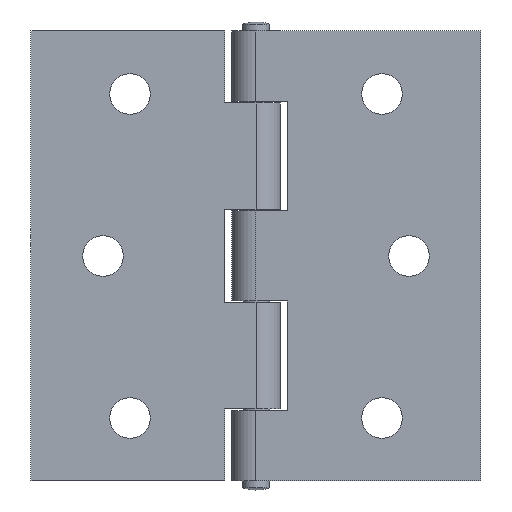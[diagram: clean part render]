
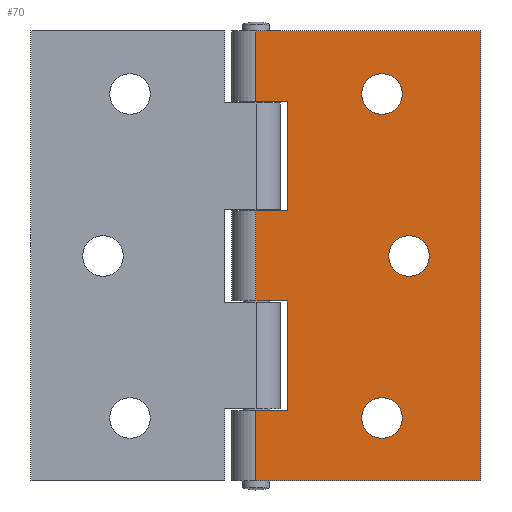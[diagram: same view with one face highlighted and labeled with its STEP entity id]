
A CAD part, front view. The second image highlights one B-rep face of the part: STEP entity #70.
In plain terms, the highlighted planar face has unit normal (0, -1, 0).
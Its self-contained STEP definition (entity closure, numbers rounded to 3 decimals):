
#70 = ADVANCED_FACE( '', ( #176, #177, #178, #179 ), #180, .F. );
#176 = FACE_BOUND( '', #335, .T. );
#177 = FACE_BOUND( '', #336, .T. );
#178 = FACE_BOUND( '', #337, .T. );
#179 = FACE_OUTER_BOUND( '', #338, .T. );
#180 = PLANE( '', #339 );
#335 = EDGE_LOOP( '', ( #506 ) );
#336 = EDGE_LOOP( '', ( #507 ) );
#337 = EDGE_LOOP( '', ( #508 ) );
#338 = EDGE_LOOP( '', ( #509, #510, #511, #512, #513, #514, #515, #516, #517, #518, #519, #520 ) );
#339 = AXIS2_PLACEMENT_3D( '', #521, #522, #523 );
#506 = ORIENTED_EDGE( '', *, *, #902, .F. );
#507 = ORIENTED_EDGE( '', *, *, #903, .F. );
#508 = ORIENTED_EDGE( '', *, *, #904, .F. );
#509 = ORIENTED_EDGE( '', *, *, #905, .T. );
#510 = ORIENTED_EDGE( '', *, *, #906, .T. );
#511 = ORIENTED_EDGE( '', *, *, #907, .F. );
#512 = ORIENTED_EDGE( '', *, *, #884, .F. );
#513 = ORIENTED_EDGE( '', *, *, #908, .T. );
#514 = ORIENTED_EDGE( '', *, *, #909, .F. );
#515 = ORIENTED_EDGE( '', *, *, #910, .F. );
#516 = ORIENTED_EDGE( '', *, *, #911, .T. );
#517 = ORIENTED_EDGE( '', *, *, #912, .T. );
#518 = ORIENTED_EDGE( '', *, *, #913, .F. );
#519 = ORIENTED_EDGE( '', *, *, #914, .F. );
#520 = ORIENTED_EDGE( '', *, *, #915, .T. );
#521 = CARTESIAN_POINT( '', ( 0., -2.7, -17.2 ) );
#522 = DIRECTION( '', ( 0., 1., 0. ) );
#523 = DIRECTION( '', ( 0., 0., 1. ) );
#884 = EDGE_CURVE( '', #1046, #1042, #1048, .T. );
#902 = EDGE_CURVE( '', #1081, #1081, #1082, .T. );
#903 = EDGE_CURVE( '', #1083, #1083, #1084, .T. );
#904 = EDGE_CURVE( '', #1085, #1085, #1086, .T. );
#905 = EDGE_CURVE( '', #1087, #1088, #1089, .T. );
#906 = EDGE_CURVE( '', #1088, #1090, #1091, .T. );
#907 = EDGE_CURVE( '', #1042, #1090, #1092, .T. );
#908 = EDGE_CURVE( '', #1046, #1093, #1094, .T. );
#909 = EDGE_CURVE( '', #1095, #1093, #1096, .T. );
#910 = EDGE_CURVE( '', #1097, #1095, #1098, .T. );
#911 = EDGE_CURVE( '', #1097, #1099, #1100, .T. );
#912 = EDGE_CURVE( '', #1099, #1101, #1102, .T. );
#913 = EDGE_CURVE( '', #1103, #1101, #1104, .T. );
#914 = EDGE_CURVE( '', #1105, #1103, #1106, .T. );
#915 = EDGE_CURVE( '', #1105, #1087, #1107, .T. );
#1042 = VERTEX_POINT( '', #1282 );
#1046 = VERTEX_POINT( '', #1287 );
#1048 = LINE( '', #1289, #1290 );
#1081 = VERTEX_POINT( '', #1335 );
#1082 = CIRCLE( '', #1336, 2.25 );
#1083 = VERTEX_POINT( '', #1337 );
#1084 = CIRCLE( '', #1338, 2.25 );
#1085 = VERTEX_POINT( '', #1339 );
#1086 = CIRCLE( '', #1340, 2.25 );
#1087 = VERTEX_POINT( '', #1341 );
#1088 = VERTEX_POINT( '', #1342 );
#1089 = LINE( '', #1343, #1344 );
#1090 = VERTEX_POINT( '', #1345 );
#1091 = LINE( '', #1346, #1347 );
#1092 = LINE( '', #1348, #1349 );
#1093 = VERTEX_POINT( '', #1350 );
#1094 = LINE( '', #1351, #1352 );
#1095 = VERTEX_POINT( '', #1353 );
#1096 = LINE( '', #1354, #1355 );
#1097 = VERTEX_POINT( '', #1356 );
#1098 = LINE( '', #1357, #1358 );
#1099 = VERTEX_POINT( '', #1359 );
#1100 = LINE( '', #1360, #1361 );
#1101 = VERTEX_POINT( '', #1362 );
#1102 = LINE( '', #1363, #1364 );
#1103 = VERTEX_POINT( '', #1365 );
#1104 = LINE( '', #1366, #1367 );
#1105 = VERTEX_POINT( '', #1368 );
#1106 = LINE( '', #1369, #1370 );
#1107 = LINE( '', #1371, #1372 );
#1282 = CARTESIAN_POINT( '', ( 0., -2.7, 25. ) );
#1287 = CARTESIAN_POINT( '', ( 0., -2.7, 17.2 ) );
#1289 = CARTESIAN_POINT( '', ( 0., -2.7, 17.2 ) );
#1290 = VECTOR( '', #1609, 1000. );
#1335 = CARTESIAN_POINT( '', ( 17., -2.7, -2.25 ) );
#1336 = AXIS2_PLACEMENT_3D( '', #1631, #1632, #1633 );
#1337 = CARTESIAN_POINT( '', ( 14., -2.7, 15.75 ) );
#1338 = AXIS2_PLACEMENT_3D( '', #1634, #1635, #1636 );
#1339 = CARTESIAN_POINT( '', ( 14., -2.7, -20.25 ) );
#1340 = AXIS2_PLACEMENT_3D( '', #1637, #1638, #1639 );
#1341 = CARTESIAN_POINT( '', ( 0., -2.7, -25. ) );
#1342 = CARTESIAN_POINT( '', ( 25., -2.7, -25. ) );
#1343 = CARTESIAN_POINT( '', ( 0., -2.7, -25. ) );
#1344 = VECTOR( '', #1640, 1000. );
#1345 = CARTESIAN_POINT( '', ( 25., -2.7, 25. ) );
#1346 = CARTESIAN_POINT( '', ( 25., -2.7, 17.2 ) );
#1347 = VECTOR( '', #1641, 1000. );
#1348 = CARTESIAN_POINT( '', ( 0., -2.7, 25. ) );
#1349 = VECTOR( '', #1642, 1000. );
#1350 = CARTESIAN_POINT( '', ( 3.5, -2.7, 17.2 ) );
#1351 = CARTESIAN_POINT( '', ( 0., -2.7, 17.2 ) );
#1352 = VECTOR( '', #1643, 1000. );
#1353 = CARTESIAN_POINT( '', ( 3.5, -2.7, 5. ) );
#1354 = CARTESIAN_POINT( '', ( 3.5, -2.7, -25. ) );
#1355 = VECTOR( '', #1644, 1000. );
#1356 = CARTESIAN_POINT( '', ( 0., -2.7, 5. ) );
#1357 = CARTESIAN_POINT( '', ( 0., -2.7, 5. ) );
#1358 = VECTOR( '', #1645, 1000. );
#1359 = CARTESIAN_POINT( '', ( 0., -2.7, -5. ) );
#1360 = CARTESIAN_POINT( '', ( 0., -2.7, 5. ) );
#1361 = VECTOR( '', #1646, 1000. );
#1362 = CARTESIAN_POINT( '', ( 3.5, -2.7, -5. ) );
#1363 = CARTESIAN_POINT( '', ( 0., -2.7, -5. ) );
#1364 = VECTOR( '', #1647, 1000. );
#1365 = CARTESIAN_POINT( '', ( 3.5, -2.7, -17.2 ) );
#1366 = CARTESIAN_POINT( '', ( 3.5, -2.7, -25. ) );
#1367 = VECTOR( '', #1648, 1000. );
#1368 = CARTESIAN_POINT( '', ( 0., -2.7, -17.2 ) );
#1369 = CARTESIAN_POINT( '', ( 0., -2.7, -17.2 ) );
#1370 = VECTOR( '', #1649, 1000. );
#1371 = CARTESIAN_POINT( '', ( 0., -2.7, -17.2 ) );
#1372 = VECTOR( '', #1650, 1000. );
#1609 = DIRECTION( '', ( 0., 0., 1. ) );
#1631 = CARTESIAN_POINT( '', ( 17., -2.7, 0. ) );
#1632 = DIRECTION( '', ( 0., -1., 0. ) );
#1633 = DIRECTION( '', ( 0., 0., -1. ) );
#1634 = CARTESIAN_POINT( '', ( 14., -2.7, 18. ) );
#1635 = DIRECTION( '', ( 0., -1., 0. ) );
#1636 = DIRECTION( '', ( 0., 0., -1. ) );
#1637 = CARTESIAN_POINT( '', ( 14., -2.7, -18. ) );
#1638 = DIRECTION( '', ( 0., -1., 0. ) );
#1639 = DIRECTION( '', ( 0., 0., -1. ) );
#1640 = DIRECTION( '', ( 1., 0., 0. ) );
#1641 = DIRECTION( '', ( 0., 0., 1. ) );
#1642 = DIRECTION( '', ( 1., 0., 0. ) );
#1643 = DIRECTION( '', ( 1., 0., 0. ) );
#1644 = DIRECTION( '', ( 0., 0., 1. ) );
#1645 = DIRECTION( '', ( 1., 0., 0. ) );
#1646 = DIRECTION( '', ( 0., 0., -1. ) );
#1647 = DIRECTION( '', ( 1., 0., 0. ) );
#1648 = DIRECTION( '', ( 0., 0., 1. ) );
#1649 = DIRECTION( '', ( 1., 0., 0. ) );
#1650 = DIRECTION( '', ( 0., 0., -1. ) );
